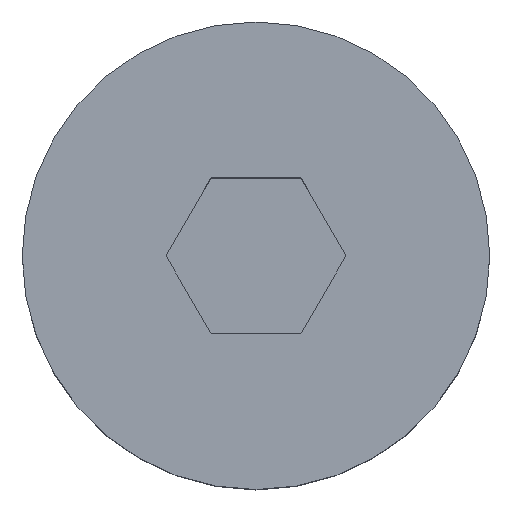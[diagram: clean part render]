
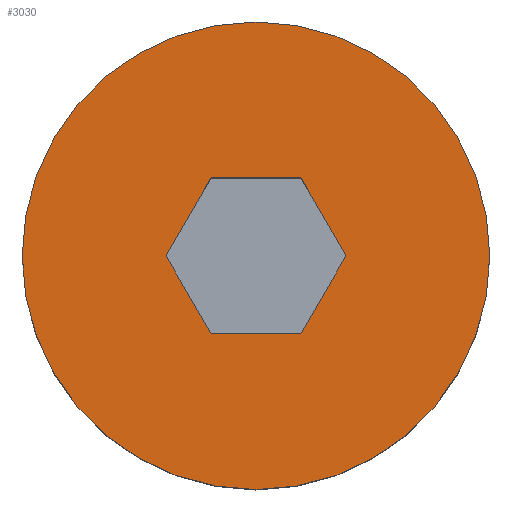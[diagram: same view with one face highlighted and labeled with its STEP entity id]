
A CAD part, top view. The second image highlights one B-rep face of the part: STEP entity #3030.
In plain terms, the highlighted planar face has unit normal (0, 0, 1).
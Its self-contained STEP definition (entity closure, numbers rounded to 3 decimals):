
#231 = DIRECTION ( 'NONE',  ( -0.5, 0.866, 0. ) ) ;
#242 = VECTOR ( 'NONE', #5004, 1000. ) ;
#253 = VERTEX_POINT ( 'NONE', #3393 ) ;
#315 = CARTESIAN_POINT ( 'NONE',  ( 1.155, 0., 3.5 ) ) ;
#409 = PLANE ( 'NONE',  #1993 ) ;
#538 = DIRECTION ( 'NONE',  ( 0., 0., 1. ) ) ;
#594 = VECTOR ( 'NONE', #965, 1000. ) ;
#905 = ORIENTED_EDGE ( 'NONE', *, *, #4736, .T. ) ;
#965 = DIRECTION ( 'NONE',  ( -1., 0., 0. ) ) ;
#1019 = EDGE_LOOP ( 'NONE', ( #905, #4160 ) ) ;
#1061 = CARTESIAN_POINT ( 'NONE',  ( -0.577, -1., 3.5 ) ) ;
#1095 = VERTEX_POINT ( 'NONE', #1061 ) ;
#1098 = EDGE_CURVE ( 'NONE', #253, #2689, #3174, .T. ) ;
#1103 = CARTESIAN_POINT ( 'NONE',  ( -3., 0., 3.5 ) ) ;
#1254 = EDGE_CURVE ( 'NONE', #1095, #2454, #1407, .T. ) ;
#1257 = CIRCLE ( 'NONE', #3288, 3. ) ;
#1270 = VERTEX_POINT ( 'NONE', #1103 ) ;
#1325 = CIRCLE ( 'NONE', #3698, 3. ) ;
#1337 = FACE_BOUND ( 'NONE', #2315, .T. ) ;
#1362 = CARTESIAN_POINT ( 'NONE',  ( 0.577, 1., 3.5 ) ) ;
#1407 = LINE ( 'NONE', #4238, #1544 ) ;
#1420 = VERTEX_POINT ( 'NONE', #3913 ) ;
#1457 = VECTOR ( 'NONE', #4034, 1000. ) ;
#1492 = CARTESIAN_POINT ( 'NONE',  ( -1.155, 0., 3.5 ) ) ;
#1543 = DIRECTION ( 'NONE',  ( 0., 0., 1. ) ) ;
#1544 = VECTOR ( 'NONE', #4053, 1000. ) ;
#1582 = LINE ( 'NONE', #4797, #1457 ) ;
#1614 = DIRECTION ( 'NONE',  ( 1., 0., 0. ) ) ;
#1717 = ORIENTED_EDGE ( 'NONE', *, *, #4675, .F. ) ;
#1829 = CARTESIAN_POINT ( 'NONE',  ( -1.155, 0., 3.5 ) ) ;
#1906 = LINE ( 'NONE', #2156, #3704 ) ;
#1993 = AXIS2_PLACEMENT_3D ( 'NONE', #3558, #2762, #1614 ) ;
#2156 = CARTESIAN_POINT ( 'NONE',  ( 1.155, 0., 3.5 ) ) ;
#2283 = CARTESIAN_POINT ( 'NONE',  ( -0.577, 1., 3.5 ) ) ;
#2315 = EDGE_LOOP ( 'NONE', ( #1717, #3152, #3984, #4899, #5047, #3468 ) ) ;
#2329 = LINE ( 'NONE', #2283, #242 ) ;
#2454 = VERTEX_POINT ( 'NONE', #3441 ) ;
#2539 = EDGE_CURVE ( 'NONE', #2689, #3414, #2329, .T. ) ;
#2689 = VERTEX_POINT ( 'NONE', #3537 ) ;
#2762 = DIRECTION ( 'NONE',  ( 0., 0., 1. ) ) ;
#2890 = CARTESIAN_POINT ( 'NONE',  ( 0., 0., 3.5 ) ) ;
#3030 = ADVANCED_FACE ( 'NONE', ( #1337, #3427 ), #409, .T. ) ;
#3152 = ORIENTED_EDGE ( 'NONE', *, *, #1254, .F. ) ;
#3174 = LINE ( 'NONE', #1362, #594 ) ;
#3211 = VECTOR ( 'NONE', #3811, 1000. ) ;
#3285 = DIRECTION ( 'NONE',  ( 1., 0., 0. ) ) ;
#3288 = AXIS2_PLACEMENT_3D ( 'NONE', #3885, #1543, #4289 ) ;
#3393 = CARTESIAN_POINT ( 'NONE',  ( 0.577, 1., 3.5 ) ) ;
#3414 = VERTEX_POINT ( 'NONE', #1829 ) ;
#3427 = FACE_OUTER_BOUND ( 'NONE', #1019, .T. ) ;
#3441 = CARTESIAN_POINT ( 'NONE',  ( 0.577, -1., 3.5 ) ) ;
#3468 = ORIENTED_EDGE ( 'NONE', *, *, #3983, .F. ) ;
#3537 = CARTESIAN_POINT ( 'NONE',  ( -0.577, 1., 3.5 ) ) ;
#3558 = CARTESIAN_POINT ( 'NONE',  ( 0., 0., 3.5 ) ) ;
#3633 = VERTEX_POINT ( 'NONE', #315 ) ;
#3698 = AXIS2_PLACEMENT_3D ( 'NONE', #2890, #538, #3285 ) ;
#3704 = VECTOR ( 'NONE', #231, 1000. ) ;
#3811 = DIRECTION ( 'NONE',  ( 0.5, -0.866, 0. ) ) ;
#3885 = CARTESIAN_POINT ( 'NONE',  ( 0., 0., 3.5 ) ) ;
#3913 = CARTESIAN_POINT ( 'NONE',  ( 3., 0., 3.5 ) ) ;
#3983 = EDGE_CURVE ( 'NONE', #3633, #253, #1906, .T. ) ;
#3984 = ORIENTED_EDGE ( 'NONE', *, *, #4165, .F. ) ;
#4034 = DIRECTION ( 'NONE',  ( 0.5, 0.866, 0. ) ) ;
#4053 = DIRECTION ( 'NONE',  ( 1., 0., 0. ) ) ;
#4152 = LINE ( 'NONE', #1492, #3211 ) ;
#4160 = ORIENTED_EDGE ( 'NONE', *, *, #4247, .T. ) ;
#4165 = EDGE_CURVE ( 'NONE', #3414, #1095, #4152, .T. ) ;
#4238 = CARTESIAN_POINT ( 'NONE',  ( -0.577, -1., 3.5 ) ) ;
#4247 = EDGE_CURVE ( 'NONE', #1420, #1270, #1257, .T. ) ;
#4289 = DIRECTION ( 'NONE',  ( 1., 0., 0. ) ) ;
#4675 = EDGE_CURVE ( 'NONE', #2454, #3633, #1582, .T. ) ;
#4736 = EDGE_CURVE ( 'NONE', #1270, #1420, #1325, .T. ) ;
#4797 = CARTESIAN_POINT ( 'NONE',  ( 0.577, -1., 3.5 ) ) ;
#4899 = ORIENTED_EDGE ( 'NONE', *, *, #2539, .F. ) ;
#5004 = DIRECTION ( 'NONE',  ( -0.5, -0.866, 0. ) ) ;
#5047 = ORIENTED_EDGE ( 'NONE', *, *, #1098, .F. ) ;
